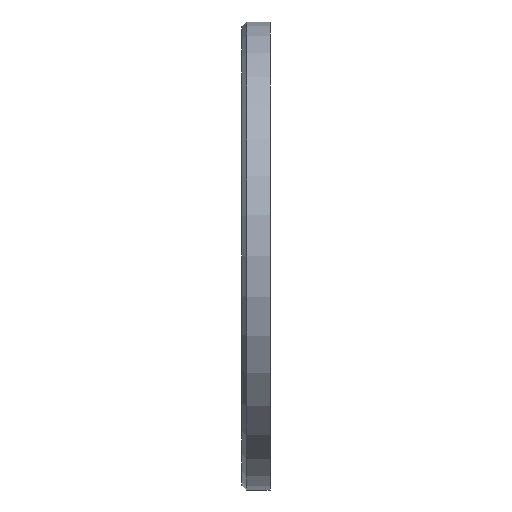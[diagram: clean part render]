
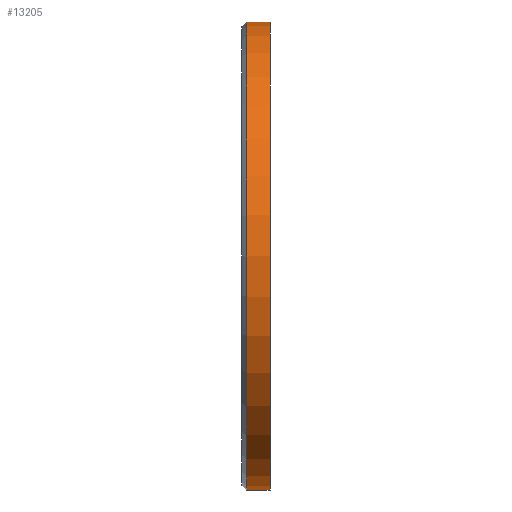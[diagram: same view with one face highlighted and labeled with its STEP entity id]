
A CAD part, left-side view. The second image highlights one B-rep face of the part: STEP entity #13205.
In plain terms, the highlighted cylindrical face has radius 50 mm (diameter 100 mm), a partial arc.
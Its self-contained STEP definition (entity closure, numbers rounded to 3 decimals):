
#124 = DIRECTION ( 'NONE',  ( 0., -1., 0. ) ) ;
#246 = CARTESIAN_POINT ( 'NONE',  ( 0., 6., -50. ) ) ;
#272 = CARTESIAN_POINT ( 'NONE',  ( 0., 0., 0. ) ) ;
#560 = EDGE_CURVE ( 'NONE', #3514, #9319, #7140, .T. ) ;
#2819 = VECTOR ( 'NONE', #6676, 1000. ) ;
#3514 = VERTEX_POINT ( 'NONE', #8764 ) ;
#3523 = CIRCLE ( 'NONE', #13462, 50. ) ;
#3856 = EDGE_CURVE ( 'NONE', #9319, #10455, #10976, .T. ) ;
#4244 = ORIENTED_EDGE ( 'NONE', *, *, #7861, .T. ) ;
#4489 = DIRECTION ( 'NONE',  ( 0., 0., -1. ) ) ;
#4865 = CARTESIAN_POINT ( 'NONE',  ( 0., 0., -50. ) ) ;
#5024 = VECTOR ( 'NONE', #124, 1000. ) ;
#5598 = CARTESIAN_POINT ( 'NONE',  ( 0., 5., 0. ) ) ;
#6556 = LINE ( 'NONE', #13824, #2819 ) ;
#6676 = DIRECTION ( 'NONE',  ( 0., -1., 0. ) ) ;
#7140 = CIRCLE ( 'NONE', #10091, 50. ) ;
#7256 = CARTESIAN_POINT ( 'NONE',  ( 0., 5., -50. ) ) ;
#7861 = EDGE_CURVE ( 'NONE', #10455, #13122, #3523, .T. ) ;
#8370 = ORIENTED_EDGE ( 'NONE', *, *, #13542, .F. ) ;
#8664 = DIRECTION ( 'NONE',  ( 0., 1., 0. ) ) ;
#8764 = CARTESIAN_POINT ( 'NONE',  ( 0., 5., 50. ) ) ;
#8796 = CYLINDRICAL_SURFACE ( 'NONE', #13176, 50. ) ;
#8942 = ORIENTED_EDGE ( 'NONE', *, *, #560, .T. ) ;
#9319 = VERTEX_POINT ( 'NONE', #7256 ) ;
#10091 = AXIS2_PLACEMENT_3D ( 'NONE', #5598, #12531, #12572 ) ;
#10455 = VERTEX_POINT ( 'NONE', #4865 ) ;
#10976 = LINE ( 'NONE', #246, #5024 ) ;
#11028 = FACE_OUTER_BOUND ( 'NONE', #12099, .T. ) ;
#11356 = CARTESIAN_POINT ( 'NONE',  ( 0., 0., 50. ) ) ;
#11660 = DIRECTION ( 'NONE',  ( 0., -1., 0. ) ) ;
#12099 = EDGE_LOOP ( 'NONE', ( #8370, #8942, #13041, #4244 ) ) ;
#12202 = DIRECTION ( 'NONE',  ( 0., 0., 1. ) ) ;
#12531 = DIRECTION ( 'NONE',  ( 0., -1., 0. ) ) ;
#12572 = DIRECTION ( 'NONE',  ( 0., 0., 1. ) ) ;
#12758 = CARTESIAN_POINT ( 'NONE',  ( 0., 6., 0. ) ) ;
#13041 = ORIENTED_EDGE ( 'NONE', *, *, #3856, .T. ) ;
#13122 = VERTEX_POINT ( 'NONE', #11356 ) ;
#13176 = AXIS2_PLACEMENT_3D ( 'NONE', #12758, #11660, #4489 ) ;
#13205 = ADVANCED_FACE ( 'NONE', ( #11028 ), #8796, .T. ) ;
#13462 = AXIS2_PLACEMENT_3D ( 'NONE', #272, #8664, #12202 ) ;
#13542 = EDGE_CURVE ( 'NONE', #3514, #13122, #6556, .T. ) ;
#13824 = CARTESIAN_POINT ( 'NONE',  ( 0., 6., 50. ) ) ;
